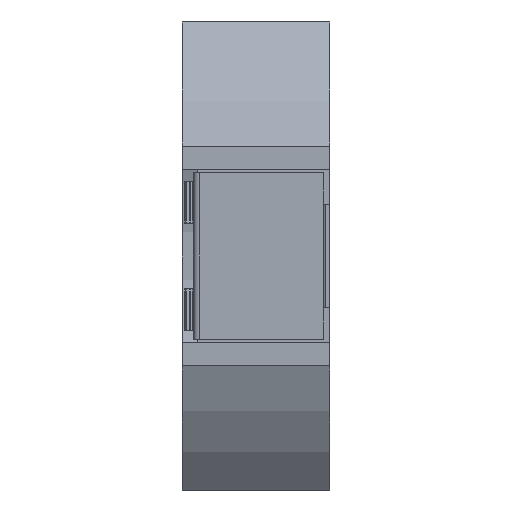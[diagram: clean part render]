
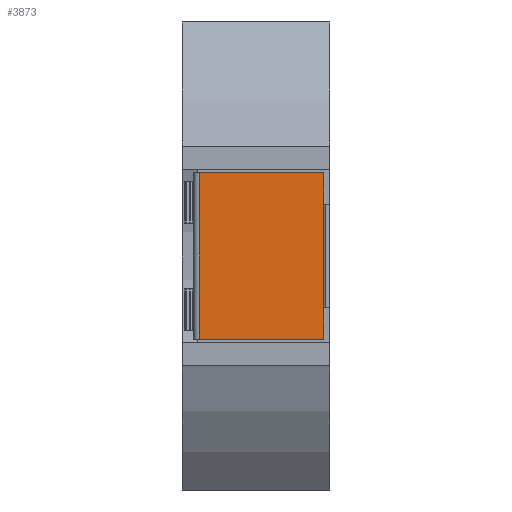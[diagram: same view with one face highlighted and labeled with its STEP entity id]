
A CAD part, left-side view. The second image highlights one B-rep face of the part: STEP entity #3873.
In plain terms, the highlighted planar face has unit normal (-1, 0, 0).
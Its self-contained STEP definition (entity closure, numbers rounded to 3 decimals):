
#131 = VERTEX_POINT ( 'NONE', #3918 ) ;
#141 = VERTEX_POINT ( 'NONE', #4420 ) ;
#168 = VERTEX_POINT ( 'NONE', #516 ) ;
#185 = VECTOR ( 'NONE', #566, 1000. ) ;
#279 = VECTOR ( 'NONE', #3269, 1000. ) ;
#402 = DIRECTION ( 'NONE',  ( 0., -1., 0. ) ) ;
#410 = VECTOR ( 'NONE', #4136, 1000. ) ;
#438 = CARTESIAN_POINT ( 'NONE',  ( -11.9, 0., 2.65 ) ) ;
#516 = CARTESIAN_POINT ( 'NONE',  ( -11.9, 0.2, 1.65 ) ) ;
#555 = CARTESIAN_POINT ( 'NONE',  ( -11.9, 4.15, 2.65 ) ) ;
#566 = DIRECTION ( 'NONE',  ( 0., 0., 1. ) ) ;
#611 = CARTESIAN_POINT ( 'NONE',  ( -11.9, 0.2, -10.482 ) ) ;
#791 = LINE ( 'NONE', #1214, #3416 ) ;
#848 = ORIENTED_EDGE ( 'NONE', *, *, #892, .T. ) ;
#892 = EDGE_CURVE ( 'NONE', #1249, #131, #791, .T. ) ;
#1048 = ORIENTED_EDGE ( 'NONE', *, *, #1476, .T. ) ;
#1131 = AXIS2_PLACEMENT_3D ( 'NONE', #4448, #1541, #4434 ) ;
#1214 = CARTESIAN_POINT ( 'NONE',  ( -11.9, 0., -2.65 ) ) ;
#1231 = DIRECTION ( 'NONE',  ( 0., -1., 0. ) ) ;
#1249 = VERTEX_POINT ( 'NONE', #3395 ) ;
#1476 = EDGE_CURVE ( 'NONE', #168, #4316, #4272, .T. ) ;
#1541 = DIRECTION ( 'NONE',  ( 1., 0., 0. ) ) ;
#1905 = VERTEX_POINT ( 'NONE', #555 ) ;
#1945 = LINE ( 'NONE', #3716, #410 ) ;
#2004 = DIRECTION ( 'NONE',  ( 0., 0., 1. ) ) ;
#2070 = LINE ( 'NONE', #3396, #3766 ) ;
#2085 = ORIENTED_EDGE ( 'NONE', *, *, #4256, .T. ) ;
#2165 = ORIENTED_EDGE ( 'NONE', *, *, #4015, .F. ) ;
#2227 = ORIENTED_EDGE ( 'NONE', *, *, #3400, .F. ) ;
#2407 = ORIENTED_EDGE ( 'NONE', *, *, #4566, .T. ) ;
#2627 = LINE ( 'NONE', #438, #4577 ) ;
#2800 = FACE_OUTER_BOUND ( 'NONE', #4229, .T. ) ;
#2964 = LINE ( 'NONE', #611, #185 ) ;
#3269 = DIRECTION ( 'NONE',  ( 0., 0., 1. ) ) ;
#3395 = CARTESIAN_POINT ( 'NONE',  ( -11.9, 4.15, -2.65 ) ) ;
#3396 = CARTESIAN_POINT ( 'NONE',  ( -11.9, 4.15, -10.482 ) ) ;
#3400 = EDGE_CURVE ( 'NONE', #1905, #4316, #2627, .T. ) ;
#3416 = VECTOR ( 'NONE', #1231, 1000. ) ;
#3475 = CARTESIAN_POINT ( 'NONE',  ( -11.9, 0.2, -10.482 ) ) ;
#3716 = CARTESIAN_POINT ( 'NONE',  ( -11.9, 0.2, -10.482 ) ) ;
#3724 = PLANE ( 'NONE',  #1131 ) ;
#3766 = VECTOR ( 'NONE', #2004, 1000. ) ;
#3873 = ADVANCED_FACE ( 'NONE', ( #2800 ), #3724, .F. ) ;
#3918 = CARTESIAN_POINT ( 'NONE',  ( -11.9, 0.2, -2.65 ) ) ;
#4015 = EDGE_CURVE ( 'NONE', #1249, #1905, #2070, .T. ) ;
#4136 = DIRECTION ( 'NONE',  ( 0., 0., 1. ) ) ;
#4229 = EDGE_LOOP ( 'NONE', ( #848, #2085, #2407, #1048, #2227, #2165 ) ) ;
#4256 = EDGE_CURVE ( 'NONE', #131, #141, #2964, .T. ) ;
#4272 = LINE ( 'NONE', #3475, #279 ) ;
#4316 = VERTEX_POINT ( 'NONE', #4350 ) ;
#4350 = CARTESIAN_POINT ( 'NONE',  ( -11.9, 0.2, 2.65 ) ) ;
#4420 = CARTESIAN_POINT ( 'NONE',  ( -11.9, 0.2, -1.65 ) ) ;
#4434 = DIRECTION ( 'NONE',  ( 0., 0., -1. ) ) ;
#4448 = CARTESIAN_POINT ( 'NONE',  ( -11.9, 0., -10.482 ) ) ;
#4566 = EDGE_CURVE ( 'NONE', #141, #168, #1945, .T. ) ;
#4577 = VECTOR ( 'NONE', #402, 1000. ) ;
